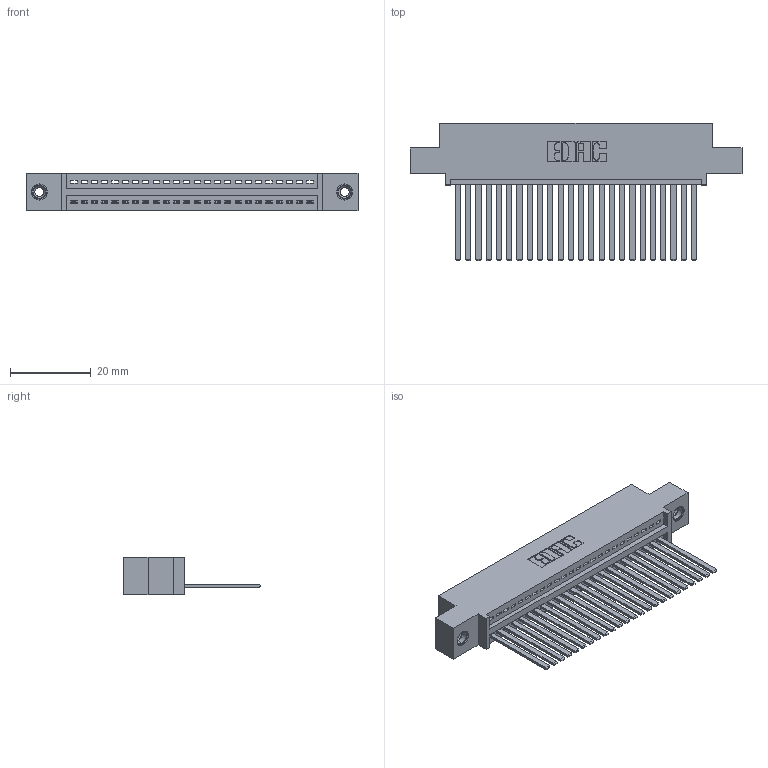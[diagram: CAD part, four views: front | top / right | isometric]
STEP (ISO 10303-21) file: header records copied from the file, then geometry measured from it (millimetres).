
FILE_DESCRIPTION (( 'STEP AP203' ), '1' );
FILE_NAME ('395-024-544-408.STEP', '2018-11-09T05:19:04', ( '' ), ( '' ), 'SwSTEP 2.0', 'SolidWorks 2016', '' );
FILE_SCHEMA (( 'CONFIG_CONTROL_DESIGN' ));
Length unit declared in the file: inch
Products named in the file (4): 395-024-544-408; 345-250-001_345-250-003-102; 345-292-001_345-293-144; 345 Part_0.110 Offset - 0.156 Dia-TI
Assembly tree (27 placements, depth 2):
  395-024-544-408
    345 Part_0.110 Offset - 0.156 Dia-TI
    345-292-001_345-293-144  x24
    345-250-001_345-250-003-102  x2
Bounding box: 82.17 x 33.96 x 9.4 mm (x, y, z)
Volume: 7855.1 mm3; surface area: 11129.6 mm2
Topology: 27 solids, 27 shells, 1438 faces, 4281 edges, 2814 vertices
Faces by surface type: plane 980, cylinder 442, cone 12, torus 4
Entity records: 21620 total; most frequent: CARTESIAN_POINT 3727, ORIENTED_EDGE 3678, DIRECTION 3305, EDGE_CURVE 1839, VECTOR 1595, LINE 1595, VERTEX_POINT 1220, AXIS2_PLACEMENT_3D 855
